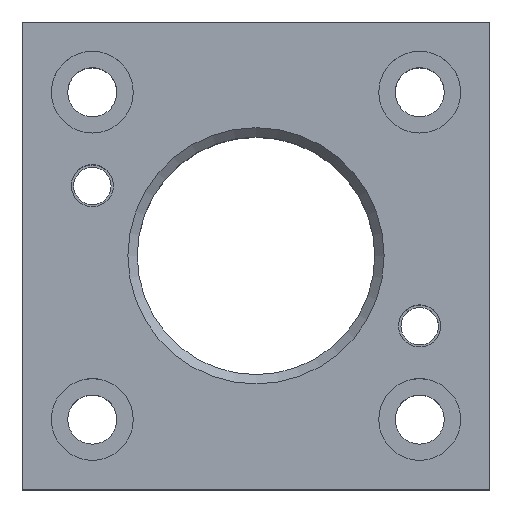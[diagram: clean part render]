
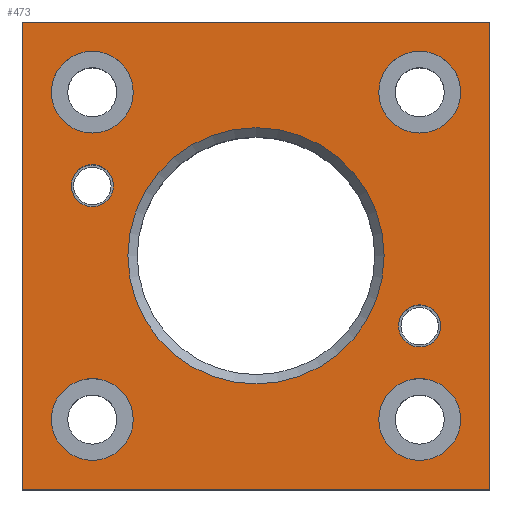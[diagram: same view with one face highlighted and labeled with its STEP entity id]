
A CAD part, top view. The second image highlights one B-rep face of the part: STEP entity #473.
In plain terms, the highlighted planar face has unit normal (0, 0, 1).
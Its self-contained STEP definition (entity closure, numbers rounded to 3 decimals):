
#15=FACE_BOUND('',#89,.T.);
#16=FACE_BOUND('',#90,.T.);
#17=FACE_BOUND('',#91,.T.);
#18=FACE_BOUND('',#92,.T.);
#19=FACE_BOUND('',#93,.T.);
#20=FACE_BOUND('',#94,.T.);
#21=FACE_BOUND('',#95,.T.);
#35=PLANE('',#523);
#62=FACE_OUTER_BOUND('',#88,.T.);
#88=EDGE_LOOP('',(#348,#349,#350,#351));
#89=EDGE_LOOP('',(#352,#353));
#90=EDGE_LOOP('',(#354,#355));
#91=EDGE_LOOP('',(#356,#357));
#92=EDGE_LOOP('',(#358,#359));
#93=EDGE_LOOP('',(#360,#361));
#94=EDGE_LOOP('',(#362,#363));
#95=EDGE_LOOP('',(#364));
#134=LINE('',#759,#160);
#135=LINE('',#761,#161);
#136=LINE('',#763,#162);
#137=LINE('',#764,#163);
#160=VECTOR('',#601,10.);
#161=VECTOR('',#602,10.);
#162=VECTOR('',#603,10.);
#163=VECTOR('',#604,10.);
#184=CIRCLE('',#518,27.4);
#188=CIRCLE('',#524,4.5);
#189=CIRCLE('',#525,4.5);
#190=CIRCLE('',#526,4.5);
#191=CIRCLE('',#527,4.5);
#192=CIRCLE('',#528,8.75);
#193=CIRCLE('',#529,8.75);
#194=CIRCLE('',#530,8.75);
#195=CIRCLE('',#531,8.75);
#196=CIRCLE('',#532,8.75);
#197=CIRCLE('',#533,8.75);
#198=CIRCLE('',#534,8.75);
#199=CIRCLE('',#535,8.75);
#224=VERTEX_POINT('',#745);
#228=VERTEX_POINT('',#757);
#229=VERTEX_POINT('',#758);
#230=VERTEX_POINT('',#760);
#231=VERTEX_POINT('',#762);
#232=VERTEX_POINT('',#765);
#233=VERTEX_POINT('',#766);
#234=VERTEX_POINT('',#769);
#235=VERTEX_POINT('',#770);
#236=VERTEX_POINT('',#773);
#237=VERTEX_POINT('',#774);
#238=VERTEX_POINT('',#777);
#239=VERTEX_POINT('',#778);
#240=VERTEX_POINT('',#781);
#241=VERTEX_POINT('',#782);
#242=VERTEX_POINT('',#785);
#243=VERTEX_POINT('',#786);
#272=EDGE_CURVE('',#224,#224,#184,.T.);
#278=EDGE_CURVE('',#228,#229,#134,.T.);
#279=EDGE_CURVE('',#230,#228,#135,.T.);
#280=EDGE_CURVE('',#231,#230,#136,.T.);
#281=EDGE_CURVE('',#229,#231,#137,.T.);
#282=EDGE_CURVE('',#232,#233,#188,.T.);
#283=EDGE_CURVE('',#233,#232,#189,.T.);
#284=EDGE_CURVE('',#234,#235,#190,.T.);
#285=EDGE_CURVE('',#235,#234,#191,.T.);
#286=EDGE_CURVE('',#236,#237,#192,.T.);
#287=EDGE_CURVE('',#237,#236,#193,.T.);
#288=EDGE_CURVE('',#238,#239,#194,.T.);
#289=EDGE_CURVE('',#239,#238,#195,.T.);
#290=EDGE_CURVE('',#240,#241,#196,.T.);
#291=EDGE_CURVE('',#241,#240,#197,.T.);
#292=EDGE_CURVE('',#242,#243,#198,.T.);
#293=EDGE_CURVE('',#243,#242,#199,.T.);
#348=ORIENTED_EDGE('',*,*,#278,.F.);
#349=ORIENTED_EDGE('',*,*,#279,.F.);
#350=ORIENTED_EDGE('',*,*,#280,.F.);
#351=ORIENTED_EDGE('',*,*,#281,.F.);
#352=ORIENTED_EDGE('',*,*,#282,.T.);
#353=ORIENTED_EDGE('',*,*,#283,.T.);
#354=ORIENTED_EDGE('',*,*,#284,.T.);
#355=ORIENTED_EDGE('',*,*,#285,.T.);
#356=ORIENTED_EDGE('',*,*,#286,.T.);
#357=ORIENTED_EDGE('',*,*,#287,.T.);
#358=ORIENTED_EDGE('',*,*,#288,.T.);
#359=ORIENTED_EDGE('',*,*,#289,.T.);
#360=ORIENTED_EDGE('',*,*,#290,.T.);
#361=ORIENTED_EDGE('',*,*,#291,.T.);
#362=ORIENTED_EDGE('',*,*,#292,.T.);
#363=ORIENTED_EDGE('',*,*,#293,.T.);
#364=ORIENTED_EDGE('',*,*,#272,.F.);
#473=ADVANCED_FACE('',(#62,#15,#16,#17,#18,#19,#20,#21),#35,.T.);
#518=AXIS2_PLACEMENT_3D('',#746,#587,#588);
#523=AXIS2_PLACEMENT_3D('',#756,#599,#600);
#524=AXIS2_PLACEMENT_3D('',#767,#605,#606);
#525=AXIS2_PLACEMENT_3D('',#768,#607,#608);
#526=AXIS2_PLACEMENT_3D('',#771,#609,#610);
#527=AXIS2_PLACEMENT_3D('',#772,#611,#612);
#528=AXIS2_PLACEMENT_3D('',#775,#613,#614);
#529=AXIS2_PLACEMENT_3D('',#776,#615,#616);
#530=AXIS2_PLACEMENT_3D('',#779,#617,#618);
#531=AXIS2_PLACEMENT_3D('',#780,#619,#620);
#532=AXIS2_PLACEMENT_3D('',#783,#621,#622);
#533=AXIS2_PLACEMENT_3D('',#784,#623,#624);
#534=AXIS2_PLACEMENT_3D('',#787,#625,#626);
#535=AXIS2_PLACEMENT_3D('',#788,#627,#628);
#587=DIRECTION('center_axis',(0.,0.,1.));
#588=DIRECTION('ref_axis',(-1.,0.,0.));
#599=DIRECTION('center_axis',(0.,0.,1.));
#600=DIRECTION('ref_axis',(1.,0.,0.));
#601=DIRECTION('',(0.,1.,0.));
#602=DIRECTION('',(-1.,0.,0.));
#603=DIRECTION('',(0.,-1.,0.));
#604=DIRECTION('',(1.,0.,0.));
#605=DIRECTION('center_axis',(0.,0.,-1.));
#606=DIRECTION('ref_axis',(1.,0.,0.));
#607=DIRECTION('center_axis',(0.,0.,-1.));
#608=DIRECTION('ref_axis',(1.,0.,0.));
#609=DIRECTION('center_axis',(0.,0.,-1.));
#610=DIRECTION('ref_axis',(1.,0.,0.));
#611=DIRECTION('center_axis',(0.,0.,-1.));
#612=DIRECTION('ref_axis',(1.,0.,0.));
#613=DIRECTION('center_axis',(0.,0.,-1.));
#614=DIRECTION('ref_axis',(1.,0.,0.));
#615=DIRECTION('center_axis',(0.,0.,-1.));
#616=DIRECTION('ref_axis',(1.,0.,0.));
#617=DIRECTION('center_axis',(0.,0.,-1.));
#618=DIRECTION('ref_axis',(1.,0.,0.));
#619=DIRECTION('center_axis',(0.,0.,-1.));
#620=DIRECTION('ref_axis',(1.,0.,0.));
#621=DIRECTION('center_axis',(0.,0.,-1.));
#622=DIRECTION('ref_axis',(1.,0.,0.));
#623=DIRECTION('center_axis',(0.,0.,-1.));
#624=DIRECTION('ref_axis',(1.,0.,0.));
#625=DIRECTION('center_axis',(0.,0.,-1.));
#626=DIRECTION('ref_axis',(1.,0.,0.));
#627=DIRECTION('center_axis',(0.,0.,-1.));
#628=DIRECTION('ref_axis',(1.,0.,0.));
#745=CARTESIAN_POINT('',(27.4,0.,50.));
#746=CARTESIAN_POINT('Origin',(0.,0.,50.));
#756=CARTESIAN_POINT('Origin',(0.,0.,
50.));
#757=CARTESIAN_POINT('',(-50.,-50.,50.));
#758=CARTESIAN_POINT('',(-50.,50.,50.));
#759=CARTESIAN_POINT('',(-50.,50.,50.));
#760=CARTESIAN_POINT('',(50.,-50.,50.));
#761=CARTESIAN_POINT('',(-50.,-50.,50.));
#762=CARTESIAN_POINT('',(50.,50.,50.));
#763=CARTESIAN_POINT('',(50.,-50.,50.));
#764=CARTESIAN_POINT('',(50.,50.,50.));
#765=CARTESIAN_POINT('',(39.5,-15.,50.));
#766=CARTESIAN_POINT('',(30.5,-15.,50.));
#767=CARTESIAN_POINT('Origin',(35.,-15.,50.));
#768=CARTESIAN_POINT('Origin',(35.,-15.,50.));
#769=CARTESIAN_POINT('',(-30.5,15.,50.));
#770=CARTESIAN_POINT('',(-39.5,15.,50.));
#771=CARTESIAN_POINT('Origin',(-35.,15.,50.));
#772=CARTESIAN_POINT('Origin',(-35.,15.,50.));
#773=CARTESIAN_POINT('',(43.75,-35.,50.));
#774=CARTESIAN_POINT('',(26.25,-35.,50.));
#775=CARTESIAN_POINT('Origin',(35.,-35.,50.));
#776=CARTESIAN_POINT('Origin',(35.,-35.,50.));
#777=CARTESIAN_POINT('',(-26.25,35.,50.));
#778=CARTESIAN_POINT('',(-43.75,35.,50.));
#779=CARTESIAN_POINT('Origin',(-35.,35.,50.));
#780=CARTESIAN_POINT('Origin',(-35.,35.,50.));
#781=CARTESIAN_POINT('',(-26.25,-35.,50.));
#782=CARTESIAN_POINT('',(-43.75,-35.,50.));
#783=CARTESIAN_POINT('Origin',(-35.,-35.,50.));
#784=CARTESIAN_POINT('Origin',(-35.,-35.,50.));
#785=CARTESIAN_POINT('',(43.75,35.,50.));
#786=CARTESIAN_POINT('',(26.25,35.,50.));
#787=CARTESIAN_POINT('Origin',(35.,35.,50.));
#788=CARTESIAN_POINT('Origin',(35.,35.,50.));
